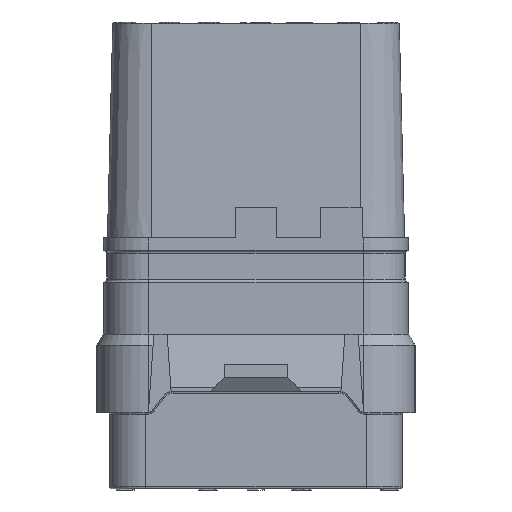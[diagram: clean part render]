
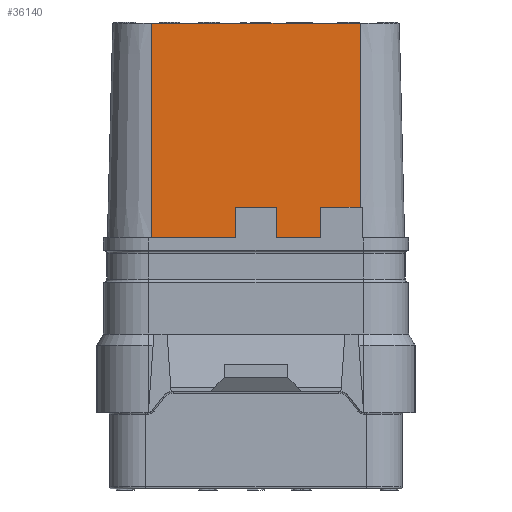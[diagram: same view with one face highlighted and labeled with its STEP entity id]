
A CAD part, front view. The second image highlights one B-rep face of the part: STEP entity #36140.
In plain terms, the highlighted planar face has unit normal (0, -1, 0.025).
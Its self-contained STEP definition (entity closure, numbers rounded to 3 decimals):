
#23=DIRECTION('',(-1.,0.,0.));
#24=VECTOR('',#23,9.801);
#25=CARTESIAN_POINT('',(4.9,-5.75,10.12));
#26=LINE('',#25,#24);
#2361=DIRECTION('',(-1.,0.,0.));
#2362=VECTOR('',#2361,3.925);
#2363=CARTESIAN_POINT('',(-0.975,-6.,0.));
#2364=LINE('',#2363,#2362);
#2369=DIRECTION('',(0.,0.025,1.));
#2370=VECTOR('',#2369,1.45);
#2371=CARTESIAN_POINT('',(0.975,-6.,0.));
#2372=LINE('',#2371,#2370);
#2373=DIRECTION('',(-1.,0.,0.));
#2374=VECTOR('',#2373,1.95);
#2375=CARTESIAN_POINT('',(0.975,-5.964,1.45));
#2376=LINE('',#2375,#2374);
#2377=DIRECTION('',(0.,0.025,1.));
#2378=VECTOR('',#2377,1.45);
#2379=CARTESIAN_POINT('',(-0.975,-6.,0.));
#2380=LINE('',#2379,#2378);
#2381=CARTESIAN_POINT('',(4.9,-5.964,1.45));
#2382=CARTESIAN_POINT('',(4.9,-5.941,2.394));
#2383=CARTESIAN_POINT('',(4.9,-5.894,4.294));
#2384=CARTESIAN_POINT('',(4.9,-5.822,7.184));
#2385=CARTESIAN_POINT('',(4.9,-5.774,9.137));
#2386=CARTESIAN_POINT('',(4.9,-5.75,10.12));
#2388=DIRECTION('',(-1.,0.,0.));
#2389=VECTOR('',#2388,1.85);
#2390=CARTESIAN_POINT('',(4.9,-5.964,1.45));
#2391=LINE('',#2390,#2389);
#2392=DIRECTION('',(0.,0.025,1.));
#2393=VECTOR('',#2392,1.45);
#2394=CARTESIAN_POINT('',(3.05,-6.,0.));
#2395=LINE('',#2394,#2393);
#2400=DIRECTION('',(-1.,0.,0.));
#2401=VECTOR('',#2400,2.075);
#2402=CARTESIAN_POINT('',(3.05,-6.,0.));
#2403=LINE('',#2402,#2401);
#21349=CARTESIAN_POINT('',(-4.9,-6.,0.));
#21350=CARTESIAN_POINT('',(-4.9,-5.973,
1.086));
#21351=CARTESIAN_POINT('',(-4.9,-5.919,
3.284));
#21352=CARTESIAN_POINT('',(-4.9,-5.836,
6.657));
#21353=CARTESIAN_POINT('',(-4.9,-5.779,
8.957));
#21354=CARTESIAN_POINT('',(-4.9,-5.75,10.12));
#27527=CARTESIAN_POINT('',(3.05,-6.,0.));
#27529=VERTEX_POINT('',#27527);
#27536=CARTESIAN_POINT('',(3.05,-5.964,1.45));
#27537=VERTEX_POINT('',#27536);
#27543=CARTESIAN_POINT('',(0.975,-6.,0.));
#27545=VERTEX_POINT('',#27543);
#27547=CARTESIAN_POINT('',(-0.975,-6.,0.));
#27549=VERTEX_POINT('',#27547);
#27550=CARTESIAN_POINT('',(0.975,-5.964,1.45));
#27551=VERTEX_POINT('',#27550);
#27552=CARTESIAN_POINT('',(-0.975,-5.964,1.45));
#27553=VERTEX_POINT('',#27552);
#27560=CARTESIAN_POINT('',(-4.9,-6.,
0.));
#27562=VERTEX_POINT('',#27560);
#27574=CARTESIAN_POINT('',(4.9,-5.75,10.12));
#27575=VERTEX_POINT('',#27574);
#27576=CARTESIAN_POINT('',(-4.9,-5.75,10.12));
#27577=VERTEX_POINT('',#27576);
#27584=CARTESIAN_POINT('',(4.9,-5.964,1.45));
#27585=VERTEX_POINT('',#27584);
#36116=CARTESIAN_POINT('',(0.,-5.875,5.06));
#36117=DIRECTION('',(0.,1.,-0.025));
#36118=DIRECTION('',(-1.,0.,0.));
#36119=AXIS2_PLACEMENT_3D('',#36116,#36117,#36118);
#36120=PLANE('',#36119);
#36122=ORIENTED_EDGE('',*,*,#36121,.T.);
#36124=ORIENTED_EDGE('',*,*,#36123,.T.);
#36125=ORIENTED_EDGE('',*,*,#36107,.F.);
#36126=ORIENTED_EDGE('',*,*,#36096,.T.);
#36128=ORIENTED_EDGE('',*,*,#36127,.T.);
#36129=ORIENTED_EDGE('',*,*,#34841,.F.);
#36131=ORIENTED_EDGE('',*,*,#36130,.F.);
#36133=ORIENTED_EDGE('',*,*,#36132,.T.);
#36135=ORIENTED_EDGE('',*,*,#36134,.F.);
#36137=ORIENTED_EDGE('',*,*,#36136,.T.);
#36138=EDGE_LOOP('',(#36122,#36124,#36125,#36126,#36128,#36129,#36131,#36133,
#36135,#36137));
#36139=FACE_OUTER_BOUND('',#36138,.F.);
#36140=ADVANCED_FACE('',(#36139),#36120,.F.);
#2387=B_SPLINE_CURVE_WITH_KNOTS('',3,(#2381,#2382,#2383,#2384,#2385,#2386),
.UNSPECIFIED.,.F.,.F.,(4,1,1,4),(0.,0.333,0.667,1.),
.UNSPECIFIED.);
#21355=B_SPLINE_CURVE_WITH_KNOTS('',3,(#21349,#21350,#21351,#21352,#21353,
#21354),.UNSPECIFIED.,.F.,.F.,(4,1,1,4),(0.,0.333,
0.667,1.),.UNSPECIFIED.);
#34841=EDGE_CURVE('',#27575,#27577,#26,.T.);
#36096=EDGE_CURVE('',#27549,#27562,#2364,.T.);
#36107=EDGE_CURVE('',#27549,#27553,#2380,.T.);
#36121=EDGE_CURVE('',#27545,#27551,#2372,.T.);
#36123=EDGE_CURVE('',#27551,#27553,#2376,.T.);
#36127=EDGE_CURVE('',#27562,#27577,#21355,.T.);
#36130=EDGE_CURVE('',#27585,#27575,#2387,.T.);
#36132=EDGE_CURVE('',#27585,#27537,#2391,.T.);
#36134=EDGE_CURVE('',#27529,#27537,#2395,.T.);
#36136=EDGE_CURVE('',#27529,#27545,#2403,.T.);
